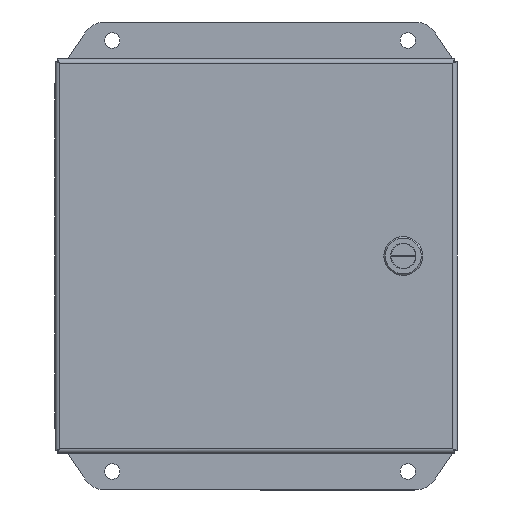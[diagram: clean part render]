
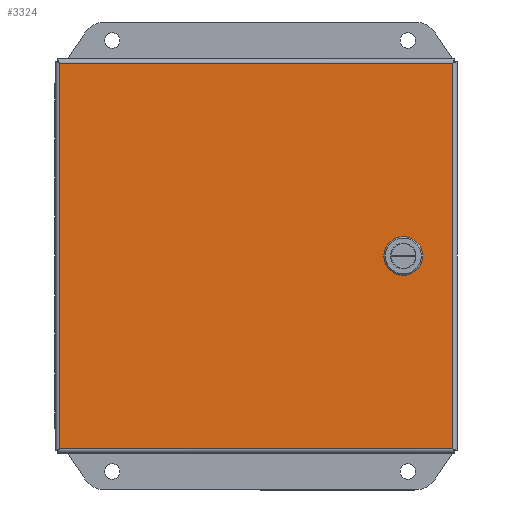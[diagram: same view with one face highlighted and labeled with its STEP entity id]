
A CAD part, front view. The second image highlights one B-rep face of the part: STEP entity #3324.
In plain terms, the highlighted planar face has unit normal (0, -1, 0).
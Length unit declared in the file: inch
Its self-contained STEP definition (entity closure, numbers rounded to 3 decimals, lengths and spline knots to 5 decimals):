
#83 = LINE ( 'NONE', #13426, #12489 ) ;
#186 = DIRECTION ( 'NONE',  ( -0.707, 0., 0.707 ) ) ;
#542 = CARTESIAN_POINT ( 'NONE',  ( -4.07322, -4.61133, -3.914 ) ) ;
#846 = ORIENTED_EDGE ( 'NONE', *, *, #13970, .F. ) ;
#923 = CARTESIAN_POINT ( 'NONE',  ( 2.83119, -4.61133, 0.331 ) ) ;
#1304 = EDGE_CURVE ( 'NONE', #14703, #5830, #1628, .T. ) ;
#1497 = EDGE_LOOP ( 'NONE', ( #7942, #15892, #2290, #17343 ) ) ;
#1499 = CARTESIAN_POINT ( 'NONE',  ( 2.98237, -4.61133, -0.331 ) ) ;
#1570 = CARTESIAN_POINT ( 'NONE',  ( 3.91278, -4.61133, -3.914 ) ) ;
#1589 = EDGE_CURVE ( 'NONE', #5830, #10560, #16199, .T. ) ;
#1628 = LINE ( 'NONE', #8880, #8151 ) ;
#2078 = VECTOR ( 'NONE', #14856, 39.37008 ) ;
#2106 = VERTEX_POINT ( 'NONE', #16937 ) ;
#2279 = ORIENTED_EDGE ( 'NONE', *, *, #2991, .F. ) ;
#2290 = ORIENTED_EDGE ( 'NONE', *, *, #1304, .T. ) ;
#2390 = CARTESIAN_POINT ( 'NONE',  ( 2.98237, -4.61133, -0.331 ) ) ;
#2991 = EDGE_CURVE ( 'NONE', #12264, #11906, #5651, .T. ) ;
#3098 = EDGE_CURVE ( 'NONE', #4619, #5609, #12310, .T. ) ;
#3166 = CARTESIAN_POINT ( 'NONE',  ( 3.23778, -4.61133, -0.07559 ) ) ;
#3187 = EDGE_CURVE ( 'NONE', #14247, #18628, #3509, .T. ) ;
#3225 = CARTESIAN_POINT ( 'NONE',  ( 3.23778, -4.61133, 0.07559 ) ) ;
#3324 = ADVANCED_FACE ( 'NONE', ( #18587, #13872 ), #11216, .T. ) ;
#3418 = DIRECTION ( 'NONE',  ( 0., 0., -1. ) ) ;
#3469 = EDGE_CURVE ( 'NONE', #5609, #12264, #4558, .T. ) ;
#3478 = DIRECTION ( 'NONE',  ( 0., 0., 1. ) ) ;
#3509 = LINE ( 'NONE', #3225, #14504 ) ;
#3619 = DIRECTION ( 'NONE',  ( -0.707, 0., -0.707 ) ) ;
#4299 = VECTOR ( 'NONE', #3478, 39.37008 ) ;
#4558 = LINE ( 'NONE', #15195, #8980 ) ;
#4619 = VERTEX_POINT ( 'NONE', #13687 ) ;
#5036 = CARTESIAN_POINT ( 'NONE',  ( 3.91278, -4.61133, -3.914 ) ) ;
#5108 = VERTEX_POINT ( 'NONE', #15461 ) ;
#5220 = VECTOR ( 'NONE', #8011, 39.37008 ) ;
#5327 = LINE ( 'NONE', #18387, #19001 ) ;
#5389 = CARTESIAN_POINT ( 'NONE',  ( 3.23778, -4.61133, 0.07559 ) ) ;
#5609 = VERTEX_POINT ( 'NONE', #15442 ) ;
#5651 = LINE ( 'NONE', #1499, #17903 ) ;
#5653 = CARTESIAN_POINT ( 'NONE',  ( -4.07322, -4.61133, 3.914 ) ) ;
#5830 = VERTEX_POINT ( 'NONE', #542 ) ;
#5926 = ORIENTED_EDGE ( 'NONE', *, *, #3187, .F. ) ;
#6157 = DIRECTION ( 'NONE',  ( -1., 0., 0. ) ) ;
#6394 = EDGE_CURVE ( 'NONE', #2106, #14703, #5327, .T. ) ;
#6621 = ORIENTED_EDGE ( 'NONE', *, *, #3469, .F. ) ;
#7618 = LINE ( 'NONE', #3166, #5220 ) ;
#7942 = ORIENTED_EDGE ( 'NONE', *, *, #11345, .T. ) ;
#8011 = DIRECTION ( 'NONE',  ( 0.707, 0., 0.707 ) ) ;
#8151 = VECTOR ( 'NONE', #17593, 39.37008 ) ;
#8880 = CARTESIAN_POINT ( 'NONE',  ( -4.07322, -4.61133, -3.914 ) ) ;
#8980 = VECTOR ( 'NONE', #13353, 39.37008 ) ;
#9242 = ORIENTED_EDGE ( 'NONE', *, *, #10044, .F. ) ;
#9404 = CARTESIAN_POINT ( 'NONE',  ( 2.83119, -4.61133, -0.331 ) ) ;
#9592 = DIRECTION ( 'NONE',  ( 0., 0., -1. ) ) ;
#9769 = DIRECTION ( 'NONE',  ( -1., 0., 0. ) ) ;
#9833 = CARTESIAN_POINT ( 'NONE',  ( 3.23778, -4.61133, -0.07559 ) ) ;
#10044 = EDGE_CURVE ( 'NONE', #5108, #14596, #17762, .T. ) ;
#10525 = AXIS2_PLACEMENT_3D ( 'NONE', #11318, #17122, #9592 ) ;
#10560 = VERTEX_POINT ( 'NONE', #1570 ) ;
#11001 = LINE ( 'NONE', #5036, #4299 ) ;
#11044 = LINE ( 'NONE', #15423, #14891 ) ;
#11060 = ORIENTED_EDGE ( 'NONE', *, *, #3098, .F. ) ;
#11216 = PLANE ( 'NONE',  #10525 ) ;
#11318 = CARTESIAN_POINT ( 'NONE',  ( -4.07322, -4.61133, -3.914 ) ) ;
#11345 = EDGE_CURVE ( 'NONE', #10560, #2106, #11001, .T. ) ;
#11626 = EDGE_CURVE ( 'NONE', #11906, #14247, #7618, .T. ) ;
#11663 = EDGE_LOOP ( 'NONE', ( #2279, #6621, #11060, #14623, #9242, #846, #5926, #14160 ) ) ;
#11723 = VECTOR ( 'NONE', #3418, 39.37008 ) ;
#11839 = CARTESIAN_POINT ( 'NONE',  ( -4.07322, -4.61133, -3.914 ) ) ;
#11906 = VERTEX_POINT ( 'NONE', #2390 ) ;
#12013 = DIRECTION ( 'NONE',  ( 0., 0., 1. ) ) ;
#12264 = VERTEX_POINT ( 'NONE', #9404 ) ;
#12310 = LINE ( 'NONE', #17925, #11723 ) ;
#12489 = VECTOR ( 'NONE', #186, 39.37008 ) ;
#13353 = DIRECTION ( 'NONE',  ( 0.707, 0., -0.707 ) ) ;
#13426 = CARTESIAN_POINT ( 'NONE',  ( 2.98237, -4.61133, 0.331 ) ) ;
#13687 = CARTESIAN_POINT ( 'NONE',  ( 2.57578, -4.61133, 0.07559 ) ) ;
#13872 = FACE_OUTER_BOUND ( 'NONE', #1497, .T. ) ;
#13970 = EDGE_CURVE ( 'NONE', #18628, #5108, #83, .T. ) ;
#14160 = ORIENTED_EDGE ( 'NONE', *, *, #11626, .F. ) ;
#14247 = VERTEX_POINT ( 'NONE', #9833 ) ;
#14504 = VECTOR ( 'NONE', #12013, 39.37008 ) ;
#14596 = VERTEX_POINT ( 'NONE', #923 ) ;
#14623 = ORIENTED_EDGE ( 'NONE', *, *, #17834, .F. ) ;
#14703 = VERTEX_POINT ( 'NONE', #5653 ) ;
#14856 = DIRECTION ( 'NONE',  ( 1., 0., 0. ) ) ;
#14891 = VECTOR ( 'NONE', #3619, 39.37008 ) ;
#15195 = CARTESIAN_POINT ( 'NONE',  ( 2.83119, -4.61133, -0.331 ) ) ;
#15423 = CARTESIAN_POINT ( 'NONE',  ( 2.57578, -4.61133, 0.07559 ) ) ;
#15442 = CARTESIAN_POINT ( 'NONE',  ( 2.57578, -4.61133, -0.07559 ) ) ;
#15461 = CARTESIAN_POINT ( 'NONE',  ( 2.98237, -4.61133, 0.331 ) ) ;
#15892 = ORIENTED_EDGE ( 'NONE', *, *, #6394, .T. ) ;
#16175 = DIRECTION ( 'NONE',  ( 1., 0., 0. ) ) ;
#16199 = LINE ( 'NONE', #11839, #2078 ) ;
#16546 = VECTOR ( 'NONE', #6157, 39.37008 ) ;
#16937 = CARTESIAN_POINT ( 'NONE',  ( 3.91278, -4.61133, 3.914 ) ) ;
#17122 = DIRECTION ( 'NONE',  ( 0., -1., 0. ) ) ;
#17343 = ORIENTED_EDGE ( 'NONE', *, *, #1589, .T. ) ;
#17593 = DIRECTION ( 'NONE',  ( 0., 0., -1. ) ) ;
#17762 = LINE ( 'NONE', #18158, #16546 ) ;
#17834 = EDGE_CURVE ( 'NONE', #14596, #4619, #11044, .T. ) ;
#17903 = VECTOR ( 'NONE', #16175, 39.37008 ) ;
#17925 = CARTESIAN_POINT ( 'NONE',  ( 2.57578, -4.61133, -0.07559 ) ) ;
#18158 = CARTESIAN_POINT ( 'NONE',  ( 2.83119, -4.61133, 0.331 ) ) ;
#18387 = CARTESIAN_POINT ( 'NONE',  ( -4.07322, -4.61133, 3.914 ) ) ;
#18587 = FACE_BOUND ( 'NONE', #11663, .T. ) ;
#18628 = VERTEX_POINT ( 'NONE', #5389 ) ;
#19001 = VECTOR ( 'NONE', #9769, 39.37008 ) ;
